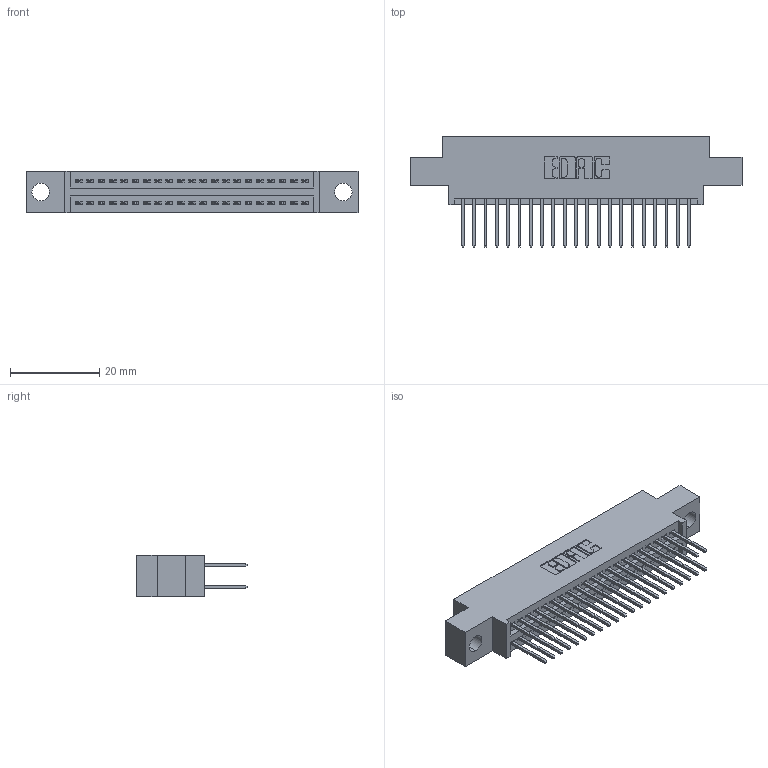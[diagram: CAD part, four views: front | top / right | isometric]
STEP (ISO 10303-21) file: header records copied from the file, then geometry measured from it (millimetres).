
FILE_DESCRIPTION (( 'STEP AP203' ), '1' );
FILE_NAME ('345-042-523-804.STEP', '2021-05-20T01:29:52', ( '' ), ( '' ), 'SwSTEP 2.0', 'SolidWorks 2020', '' );
FILE_SCHEMA (( 'CONFIG_CONTROL_DESIGN' ));
Length unit declared in the file: inch
Products named in the file (3): 345 Part_0.170 Offset - 0.156 Dia-TI; 345-292-001_345-293-123; 345-042-523-804
Assembly tree (43 placements, depth 2):
  345-042-523-804
    345 Part_0.170 Offset - 0.156 Dia-TI
    345-292-001_345-293-123  x42
Bounding box: 74.55 x 24.82 x 9.4 mm (x, y, z)
Volume: 6913.6 mm3; surface area: 10193.9 mm2
Topology: 43 solids, 43 shells, 2244 faces, 6647 edges, 4374 vertices
Faces by surface type: plane 1484, cylinder 760
Entity records: 19873 total; most frequent: CARTESIAN_POINT 3358, ORIENTED_EDGE 3290, DIRECTION 2985, EDGE_CURVE 1645, LINE 1429, VECTOR 1429, VERTEX_POINT 1094, AXIS2_PLACEMENT_3D 778
